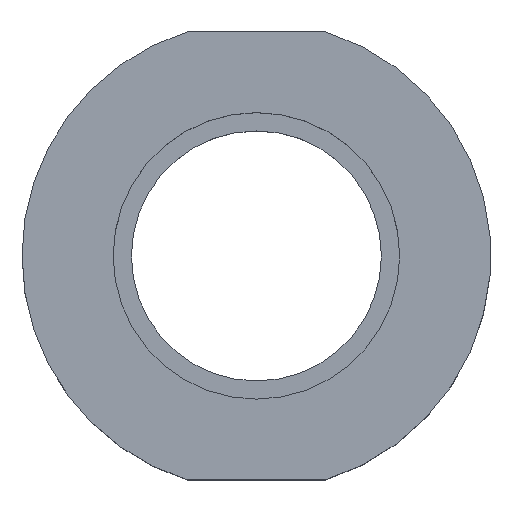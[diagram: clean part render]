
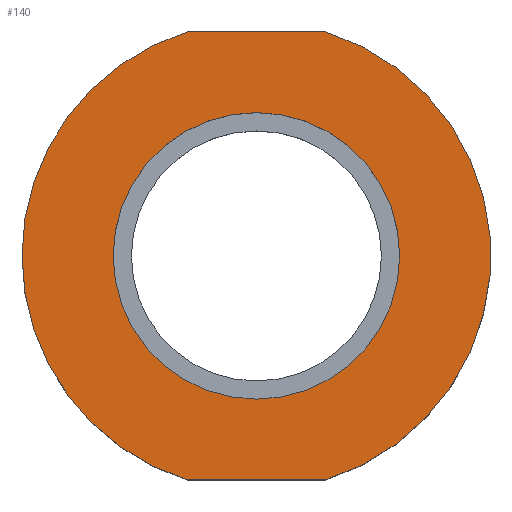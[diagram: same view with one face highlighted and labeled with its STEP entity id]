
A CAD part, top view. The second image highlights one B-rep face of the part: STEP entity #140.
In plain terms, the highlighted planar face has unit normal (0, 0, 1).
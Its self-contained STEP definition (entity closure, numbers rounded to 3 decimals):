
#8 = AXIS2_PLACEMENT_3D ( 'NONE', #538, #180, #610 ) ;
#23 = DIRECTION ( 'NONE',  ( 1., 0., 0. ) ) ;
#38 = DIRECTION ( 'NONE',  ( -1., 0., 0. ) ) ;
#45 = DIRECTION ( 'NONE',  ( 0., 0., -1. ) ) ;
#46 = ORIENTED_EDGE ( 'NONE', *, *, #717, .F. ) ;
#80 = EDGE_CURVE ( 'NONE', #636, #392, #92, .T. ) ;
#92 = LINE ( 'NONE', #471, #950 ) ;
#115 = EDGE_CURVE ( 'NONE', #201, #636, #792, .T. ) ;
#121 = ORIENTED_EDGE ( 'NONE', *, *, #137, .T. ) ;
#122 = VERTEX_POINT ( 'NONE', #403 ) ;
#137 = EDGE_CURVE ( 'NONE', #952, #122, #836, .T. ) ;
#140 = ADVANCED_FACE ( 'NONE', ( #635, #900 ), #188, .F. ) ;
#164 = LINE ( 'NONE', #602, #271 ) ;
#180 = DIRECTION ( 'NONE',  ( 0., 0., -1. ) ) ;
#188 = PLANE ( 'NONE',  #280 ) ;
#201 = VERTEX_POINT ( 'NONE', #869 ) ;
#243 = EDGE_LOOP ( 'NONE', ( #817, #46, #613, #805, #352 ) ) ;
#249 = DIRECTION ( 'NONE',  ( -1., 0., 0. ) ) ;
#259 = DIRECTION ( 'NONE',  ( 0., 0., -1. ) ) ;
#271 = VECTOR ( 'NONE', #249, 1000. ) ;
#280 = AXIS2_PLACEMENT_3D ( 'NONE', #335, #45, #701 ) ;
#282 = CARTESIAN_POINT ( 'NONE',  ( -6.633, -21.5, 7.5 ) ) ;
#299 = EDGE_LOOP ( 'NONE', ( #752, #121 ) ) ;
#335 = CARTESIAN_POINT ( 'NONE',  ( 22.5, 0., 7.5 ) ) ;
#344 = AXIS2_PLACEMENT_3D ( 'NONE', #844, #259, #38 ) ;
#352 = ORIENTED_EDGE ( 'NONE', *, *, #115, .F. ) ;
#384 = DIRECTION ( 'NONE',  ( 0., 0., -1. ) ) ;
#392 = VERTEX_POINT ( 'NONE', #725 ) ;
#400 = CIRCLE ( 'NONE', #808, 22.5 ) ;
#403 = CARTESIAN_POINT ( 'NONE',  ( -13.75, 0., 7.5 ) ) ;
#430 = DIRECTION ( 'NONE',  ( 0., 0., -1. ) ) ;
#451 = EDGE_CURVE ( 'NONE', #122, #952, #543, .T. ) ;
#471 = CARTESIAN_POINT ( 'NONE',  ( -33.152, 21.5, 7.5 ) ) ;
#480 = DIRECTION ( 'NONE',  ( 0., 0., -1. ) ) ;
#518 = DIRECTION ( 'NONE',  ( -1., 0., 0. ) ) ;
#538 = CARTESIAN_POINT ( 'NONE',  ( 0., 0., 7.5 ) ) ;
#543 = CIRCLE ( 'NONE', #604, 13.75 ) ;
#559 = CARTESIAN_POINT ( 'NONE',  ( 13.75, 0., 7.5 ) ) ;
#602 = CARTESIAN_POINT ( 'NONE',  ( -33.152, -21.5, 7.5 ) ) ;
#604 = AXIS2_PLACEMENT_3D ( 'NONE', #663, #384, #518 ) ;
#610 = DIRECTION ( 'NONE',  ( -1., 0., 0. ) ) ;
#613 = ORIENTED_EDGE ( 'NONE', *, *, #833, .F. ) ;
#635 = FACE_OUTER_BOUND ( 'NONE', #243, .T. ) ;
#636 = VERTEX_POINT ( 'NONE', #667 ) ;
#663 = CARTESIAN_POINT ( 'NONE',  ( 0., 0., 7.5 ) ) ;
#667 = CARTESIAN_POINT ( 'NONE',  ( -6.633, 21.5, 7.5 ) ) ;
#687 = DIRECTION ( 'NONE',  ( -1., 0., 0. ) ) ;
#701 = DIRECTION ( 'NONE',  ( -1., 0., 0. ) ) ;
#717 = EDGE_CURVE ( 'NONE', #940, #926, #164, .T. ) ;
#725 = CARTESIAN_POINT ( 'NONE',  ( 6.633, 21.5, 7.5 ) ) ;
#752 = ORIENTED_EDGE ( 'NONE', *, *, #451, .T. ) ;
#792 = CIRCLE ( 'NONE', #8, 22.5 ) ;
#805 = ORIENTED_EDGE ( 'NONE', *, *, #80, .F. ) ;
#808 = AXIS2_PLACEMENT_3D ( 'NONE', #916, #480, #687 ) ;
#817 = ORIENTED_EDGE ( 'NONE', *, *, #871, .F. ) ;
#823 = CIRCLE ( 'NONE', #824, 22.5 ) ;
#824 = AXIS2_PLACEMENT_3D ( 'NONE', #848, #430, #947 ) ;
#833 = EDGE_CURVE ( 'NONE', #392, #940, #400, .T. ) ;
#836 = CIRCLE ( 'NONE', #344, 13.75 ) ;
#844 = CARTESIAN_POINT ( 'NONE',  ( 0., 0., 7.5 ) ) ;
#848 = CARTESIAN_POINT ( 'NONE',  ( 0., 0., 7.5 ) ) ;
#869 = CARTESIAN_POINT ( 'NONE',  ( -22.5, 0., 7.5 ) ) ;
#871 = EDGE_CURVE ( 'NONE', #926, #201, #823, .T. ) ;
#900 = FACE_BOUND ( 'NONE', #299, .T. ) ;
#916 = CARTESIAN_POINT ( 'NONE',  ( 0., 0., 7.5 ) ) ;
#926 = VERTEX_POINT ( 'NONE', #282 ) ;
#932 = CARTESIAN_POINT ( 'NONE',  ( 6.633, -21.5, 7.5 ) ) ;
#940 = VERTEX_POINT ( 'NONE', #932 ) ;
#947 = DIRECTION ( 'NONE',  ( -1., 0., 0. ) ) ;
#950 = VECTOR ( 'NONE', #23, 1000. ) ;
#952 = VERTEX_POINT ( 'NONE', #559 ) ;
